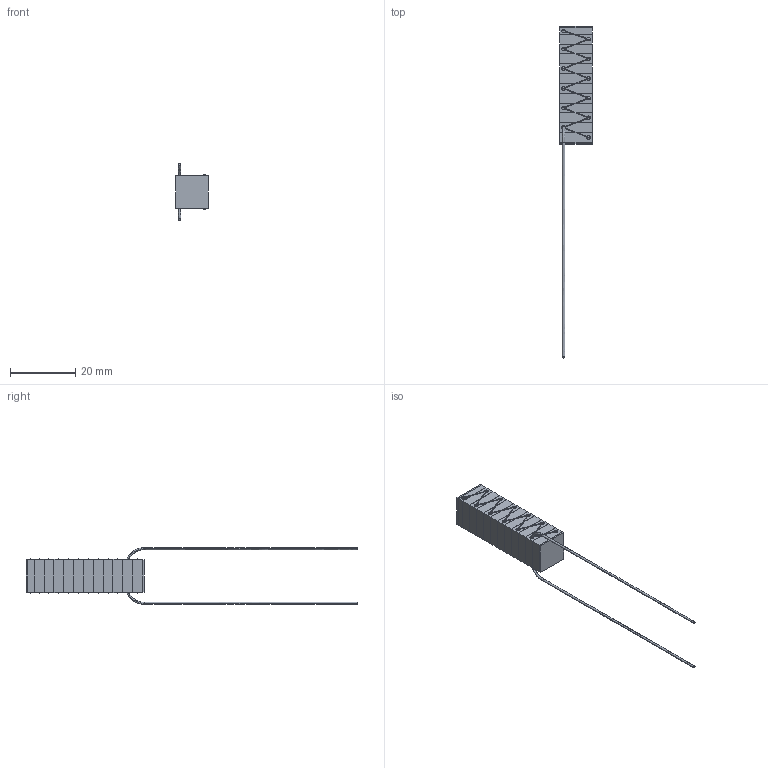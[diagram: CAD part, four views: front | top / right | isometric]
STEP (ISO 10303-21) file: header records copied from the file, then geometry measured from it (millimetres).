
FILE_DESCRIPTION (( 'STEP AP214' ), '1' );
FILE_NAME ('CTN003317.STEP', '2016-09-07T05:30:44', ( '' ), ( '' ), 'SwSTEP 2.0', 'SolidWorks 2016', '' );
FILE_SCHEMA (( 'AUTOMOTIVE_DESIGN' ));
Length unit declared in the file: millimetre
Products named in the file (1): CTN003317
Bounding box: 10 x 101.38 x 17.23 mm (x, y, z)
Volume: 7155.8 mm3; surface area: 8399.6 mm2
Topology: 4 solids, 4 shells, 398 faces, 1164 edges, 774 vertices
Faces by surface type: plane 226, cylinder 72, bspline 52, sphere 48
Entity records: 16703 total; most frequent: CARTESIAN_POINT 5979, ORIENTED_EDGE 2328, DIRECTION 1710, EDGE_CURVE 1164, VERTEX_POINT 774, AXIS2_PLACEMENT_3D 571, VECTOR 568, LINE 568
